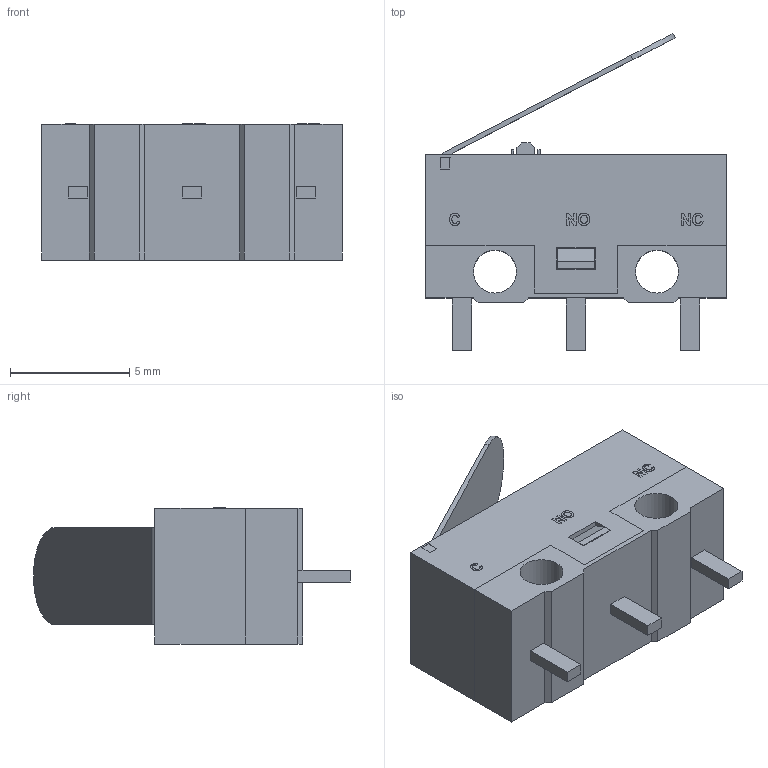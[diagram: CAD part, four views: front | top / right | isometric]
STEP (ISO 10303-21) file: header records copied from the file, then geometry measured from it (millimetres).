
FILE_DESCRIPTION(/* description */ (''),/* implementation_level */ '2;1');
FILE_NAME(/* name */ 'Microswitch2.step',/* time_stamp */ '2020-11-03T10:52:00+01:00',/* author */ (''),/* organization */ (''),/* preprocessor_version */ 'ST-DEVELOPER v18.1',/* originating_system */ 'Autodesk Translation Framework v9.3.0.1241',/* authorisation */ '');
FILE_SCHEMA (('AUTOMOTIVE_DESIGN { 1 0 10303 214 3 1 1 }'));
Length unit declared in the file: millimetre
Products named in the file (1): (Unsaved)
Bounding box: 12.6 x 13.28 x 5.71 mm (x, y, z)
Volume: 418.4 mm3; surface area: 727.7 mm2
Topology: 3 solids, 3 shells, 204 faces, 549 edges, 366 vertices
Faces by surface type: plane 148, bspline 50, cylinder 6
Full cylindrical faces by diameter (mm): 1.8 x2
Entity records: 6874 total; most frequent: CARTESIAN_POINT 1970, ORIENTED_EDGE 1098, DIRECTION 775, EDGE_CURVE 549, LINE 433, VECTOR 433, VERTEX_POINT 366, EDGE_LOOP 231
